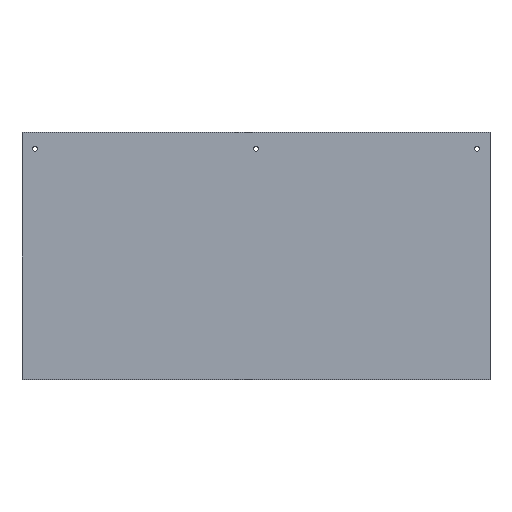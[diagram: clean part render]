
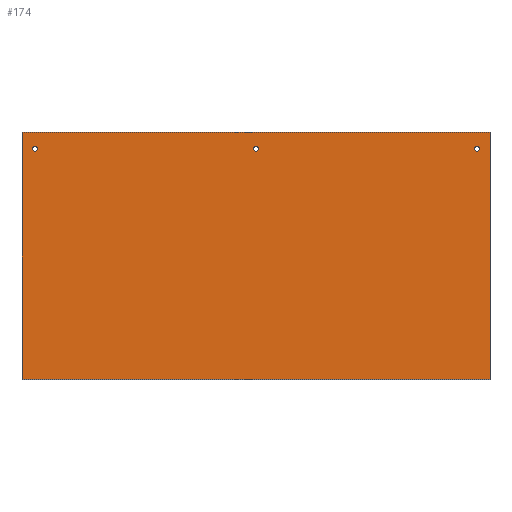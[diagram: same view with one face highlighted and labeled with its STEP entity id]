
A CAD part, top view. The second image highlights one B-rep face of the part: STEP entity #174.
In plain terms, the highlighted planar face has unit normal (0, 0, 1).
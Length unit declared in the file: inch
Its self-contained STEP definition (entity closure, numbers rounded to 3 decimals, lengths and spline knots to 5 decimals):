
#16=LINE('',#278,#28);
#20=LINE('',#285,#32);
#23=LINE('',#291,#35);
#25=LINE('',#294,#37);
#28=VECTOR('',#235,39.37008);
#32=VECTOR('',#241,39.37008);
#35=VECTOR('',#246,39.37008);
#37=VECTOR('',#250,39.37008);
#42=PLANE('',#209);
#47=FACE_BOUND('',#73,.T.);
#48=FACE_BOUND('',#74,.T.);
#49=FACE_BOUND('',#75,.T.);
#60=FACE_OUTER_BOUND('',#72,.T.);
#72=EDGE_LOOP('',(#140,#141,#142,#143));
#73=EDGE_LOOP('',(#144));
#74=EDGE_LOOP('',(#145));
#75=EDGE_LOOP('',(#146));
#81=CIRCLE('',#198,0.1875);
#83=CIRCLE('',#201,0.1875);
#85=CIRCLE('',#204,0.1875);
#87=VERTEX_POINT('',#259);
#89=VERTEX_POINT('',#264);
#91=VERTEX_POINT('',#269);
#94=VERTEX_POINT('',#275);
#95=VERTEX_POINT('',#277);
#97=VERTEX_POINT('',#283);
#99=VERTEX_POINT('',#289);
#101=EDGE_CURVE('',#87,#87,#81,.T.);
#103=EDGE_CURVE('',#89,#89,#83,.T.);
#105=EDGE_CURVE('',#91,#91,#85,.T.);
#108=EDGE_CURVE('',#95,#94,#16,.T.);
#112=EDGE_CURVE('',#94,#97,#20,.T.);
#115=EDGE_CURVE('',#97,#99,#23,.T.);
#117=EDGE_CURVE('',#99,#95,#25,.T.);
#140=ORIENTED_EDGE('',*,*,#108,.T.);
#141=ORIENTED_EDGE('',*,*,#112,.T.);
#142=ORIENTED_EDGE('',*,*,#115,.T.);
#143=ORIENTED_EDGE('',*,*,#117,.T.);
#144=ORIENTED_EDGE('',*,*,#105,.F.);
#145=ORIENTED_EDGE('',*,*,#101,.F.);
#146=ORIENTED_EDGE('',*,*,#103,.F.);
#174=ADVANCED_FACE('',(#60,#47,#48,#49),#42,.F.);
#198=AXIS2_PLACEMENT_3D('',#260,#217,#218);
#201=AXIS2_PLACEMENT_3D('',#265,#223,#224);
#204=AXIS2_PLACEMENT_3D('',#270,#229,#230);
#209=AXIS2_PLACEMENT_3D('',#295,#251,#252);
#217=DIRECTION('center_axis',(0.,0.,1.));
#218=DIRECTION('ref_axis',(1.,0.,0.));
#223=DIRECTION('center_axis',(0.,0.,1.));
#224=DIRECTION('ref_axis',(1.,0.,0.));
#229=DIRECTION('center_axis',(0.,0.,1.));
#230=DIRECTION('ref_axis',(1.,0.,0.));
#235=DIRECTION('',(0.,-1.,0.));
#241=DIRECTION('',(1.,0.,0.));
#246=DIRECTION('',(0.,1.,0.));
#250=DIRECTION('',(-1.,0.,0.));
#251=DIRECTION('center_axis',(0.,0.,-1.));
#252=DIRECTION('ref_axis',(-1.,0.,0.));
#259=CARTESIAN_POINT('',(18.1875,17.75,0.25));
#260=CARTESIAN_POINT('Origin',(18.,17.75,0.25));
#264=CARTESIAN_POINT('',(1.1875,17.75,0.25));
#265=CARTESIAN_POINT('Origin',(1.,17.75,0.25));
#269=CARTESIAN_POINT('',(35.1875,17.75,0.25));
#270=CARTESIAN_POINT('Origin',(35.,17.75,0.25));
#275=CARTESIAN_POINT('',(0.,0.,0.25));
#277=CARTESIAN_POINT('',(0.,19.,0.25));
#278=CARTESIAN_POINT('',(0.,0.,0.25));
#283=CARTESIAN_POINT('',(36.,0.,0.25));
#285=CARTESIAN_POINT('',(0.,0.,0.25));
#289=CARTESIAN_POINT('',(36.,19.,0.25));
#291=CARTESIAN_POINT('',(36.,0.,0.25));
#294=CARTESIAN_POINT('',(0.,19.,0.25));
#295=CARTESIAN_POINT('Origin',(0.,0.,0.25));
